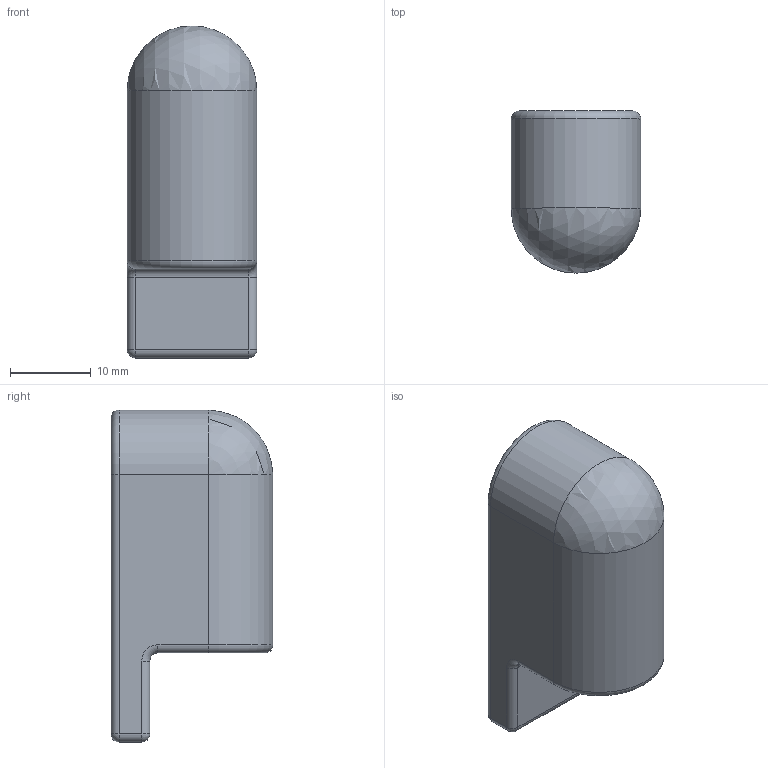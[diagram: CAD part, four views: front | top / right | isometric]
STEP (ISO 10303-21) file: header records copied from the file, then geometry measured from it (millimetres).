
FILE_DESCRIPTION(/* description */ ('','CAx-IF Rec.Pracs.---Representation and Presentation of Product Manufacturing Information (PMI)---4.0---2014-10-13'),/* implementation_level */ '2;1');
FILE_NAME(/* name */ 'Basket_Leg.step',/* time_stamp */ '2024-12-16T17:34:43+09:00',/* author */ (''),/* organization */ (''),/* preprocessor_version */ 'ST-DEVELOPER v20',/* originating_system */ 'Autodesk Translation Framework v13.20.0.188',/* authorisation */ '');
FILE_SCHEMA (('AP242_MANAGED_MODEL_BASED_3D_ENGINEERING_MIM_LF { 1 0 10303 442 1 1 4 }'));
Length unit declared in the file: millimetre
Products named in the file (1): Basket_Leg
Bounding box: 16 x 20 x 41 mm (x, y, z)
Volume: 8985.8 mm3; surface area: 2696 mm2
Topology: 1 solids, 1 shells, 28 faces, 58 edges, 30 vertices
Faces by surface type: cylinder 13, plane 6, sphere 5, torus 4
Entity records: 747 total; most frequent: DIRECTION 144, CARTESIAN_POINT 115, ORIENTED_EDGE 112, AXIS2_PLACEMENT_3D 59, EDGE_CURVE 56, CIRCLE 30, VERTEX_POINT 30, FACE_OUTER_BOUND 28
